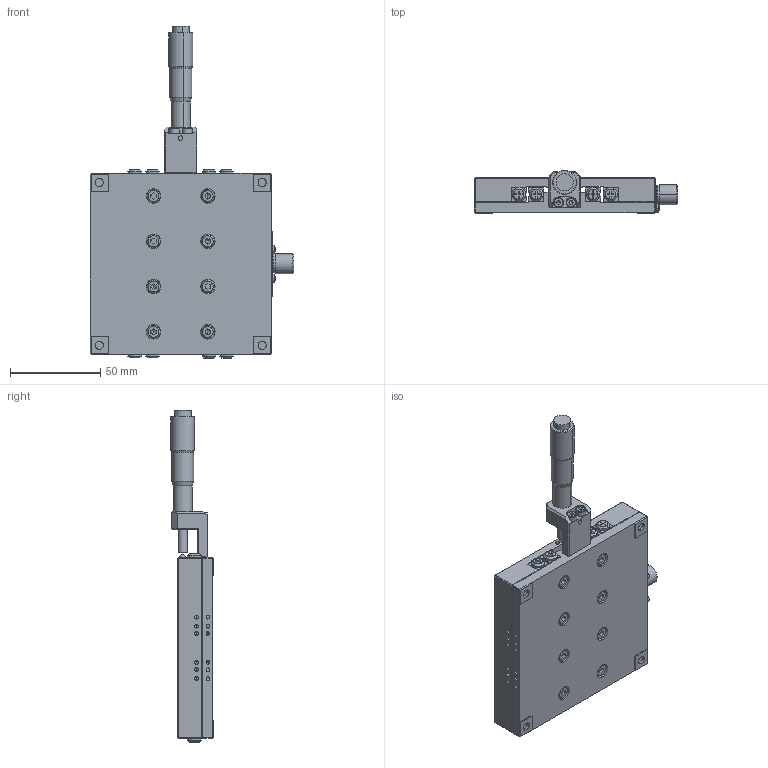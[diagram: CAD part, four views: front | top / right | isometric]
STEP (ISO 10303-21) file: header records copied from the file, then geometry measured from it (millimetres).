
FILE_DESCRIPTION (( 'STEP AP203' ), '1' );
FILE_NAME ('AK25A-10020C.step', '2019-05-09T02:44:31', ( '' ), ( '' ), 'SwSTEP 2.0', 'SolidWorks 2017', '' );
FILE_SCHEMA (( 'CONFIG_CONTROL_DESIGN' ));
Length unit declared in the file: millimetre
Products named in the file (1): AK25A-10020C
Bounding box: 112.5 x 23.59 x 183.5 mm (x, y, z)
Surface area: 71270.7 mm2 (no closed solid volume)
Topology: 0 solids, 41 shells, 763 faces, 2526 edges, 1717 vertices
Faces by surface type: plane 471, cylinder 194, cone 54, torus 38, sphere 6
Entity records: 27988 total; most frequent: CARTESIAN_POINT 5865, DIRECTION 4647, ORIENTED_EDGE 4130, EDGE_CURVE 2491, VERTEX_POINT 1714, LINE 1683, VECTOR 1683, AXIS2_PLACEMENT_3D 1482
